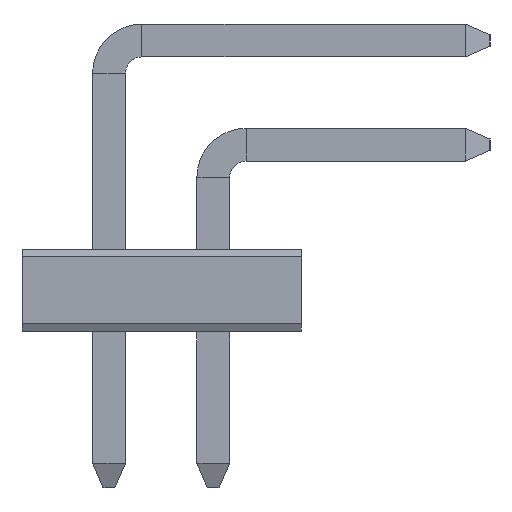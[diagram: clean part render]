
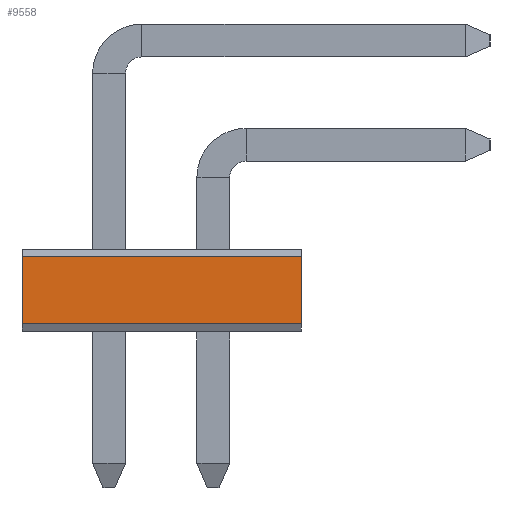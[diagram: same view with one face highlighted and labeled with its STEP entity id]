
A CAD part, left-side view. The second image highlights one B-rep face of the part: STEP entity #9558.
In plain terms, the highlighted planar face has unit normal (-1, 0, 0).
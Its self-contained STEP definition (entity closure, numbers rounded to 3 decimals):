
#2999 = PLANE('',#3000);
#3000 = AXIS2_PLACEMENT_3D('',#3001,#3002,#3003);
#3001 = CARTESIAN_POINT('',(-25.4,-1.7,0.));
#3002 = DIRECTION('',(0.,-1.,0.));
#3003 = DIRECTION('',(1.,0.,0.));
#4228 = VERTEX_POINT('',#4229);
#4229 = CARTESIAN_POINT('',(12.7,-1.7,-0.09));
#4243 = PLANE('',#4244);
#4244 = AXIS2_PLACEMENT_3D('',#4245,#4246,#4247);
#4245 = CARTESIAN_POINT('',(12.75,1.7,-0.09));
#4246 = DIRECTION('',(0.,0.,-1.));
#4247 = DIRECTION('',(-1.,0.,0.));
#4255 = EDGE_CURVE('',#4228,#4256,#4258,.T.);
#4256 = VERTEX_POINT('',#4257);
#4257 = CARTESIAN_POINT('',(12.7,-1.7,-0.91));
#4258 = SURFACE_CURVE('',#4259,(#4263,#4269),.PCURVE_S1.);
#4259 = LINE('',#4260,#4261);
#4260 = CARTESIAN_POINT('',(12.7,-1.7,0.582));
#4261 = VECTOR('',#4262,1.);
#4262 = DIRECTION('',(0.,0.,-1.));
#4263 = PCURVE('',#2999,#4264);
#4264 = DEFINITIONAL_REPRESENTATION('',(#4265),#4268);
#4265 = B_SPLINE_CURVE_WITH_KNOTS('',1,(#4266,#4267),.UNSPECIFIED.,.F.,
  .F.,(2,2),(0.482,1.682),.PIECEWISE_BEZIER_KNOTS.);
#4266 = CARTESIAN_POINT('',(38.1,0.1));
#4267 = CARTESIAN_POINT('',(38.1,-1.1));
#4268 = ( GEOMETRIC_REPRESENTATION_CONTEXT(2) 
PARAMETRIC_REPRESENTATION_CONTEXT() REPRESENTATION_CONTEXT('2D SPACE',''
  ) );
#4269 = PCURVE('',#4270,#4275);
#4270 = PLANE('',#4271);
#4271 = AXIS2_PLACEMENT_3D('',#4272,#4273,#4274);
#4272 = CARTESIAN_POINT('',(12.7,2.832,1.164));
#4273 = DIRECTION('',(-1.,0.,0.));
#4274 = DIRECTION('',(0.,0.,-1.));
#4275 = DEFINITIONAL_REPRESENTATION('',(#4276),#4279);
#4276 = B_SPLINE_CURVE_WITH_KNOTS('',1,(#4277,#4278),.UNSPECIFIED.,.F.,
  .F.,(2,2),(0.482,1.682),.PIECEWISE_BEZIER_KNOTS.);
#4277 = CARTESIAN_POINT('',(1.064,4.532));
#4278 = CARTESIAN_POINT('',(2.264,4.532));
#4279 = ( GEOMETRIC_REPRESENTATION_CONTEXT(2) 
PARAMETRIC_REPRESENTATION_CONTEXT() REPRESENTATION_CONTEXT('2D SPACE',''
  ) );
#4297 = PLANE('',#4298);
#4298 = AXIS2_PLACEMENT_3D('',#4299,#4300,#4301);
#4299 = CARTESIAN_POINT('',(12.65,1.7,-0.91));
#4300 = DIRECTION('',(0.,0.,1.));
#4301 = DIRECTION('',(1.,0.,0.));
#5385 = PLANE('',#5386);
#5386 = AXIS2_PLACEMENT_3D('',#5387,#5388,#5389);
#5387 = CARTESIAN_POINT('',(25.4,1.7,0.));
#5388 = DIRECTION('',(0.,1.,0.));
#5389 = DIRECTION('',(-1.,0.,0.));
#9515 = EDGE_CURVE('',#9516,#4256,#9518,.T.);
#9516 = VERTEX_POINT('',#9517);
#9517 = CARTESIAN_POINT('',(12.7,1.7,-0.91));
#9518 = SURFACE_CURVE('',#9519,(#9523,#9529),.PCURVE_S1.);
#9519 = LINE('',#9520,#9521);
#9520 = CARTESIAN_POINT('',(12.7,2.266,-0.91));
#9521 = VECTOR('',#9522,1.);
#9522 = DIRECTION('',(0.,-1.,0.));
#9523 = PCURVE('',#4297,#9524);
#9524 = DEFINITIONAL_REPRESENTATION('',(#9525),#9528);
#9525 = B_SPLINE_CURVE_WITH_KNOTS('',1,(#9526,#9527),.UNSPECIFIED.,.F.,
  .F.,(2,2),(0.226,4.306),.PIECEWISE_BEZIER_KNOTS.);
#9526 = CARTESIAN_POINT('',(0.05,0.34));
#9527 = CARTESIAN_POINT('',(0.05,-3.74));
#9528 = ( GEOMETRIC_REPRESENTATION_CONTEXT(2) 
PARAMETRIC_REPRESENTATION_CONTEXT() REPRESENTATION_CONTEXT('2D SPACE',''
  ) );
#9529 = PCURVE('',#4270,#9530);
#9530 = DEFINITIONAL_REPRESENTATION('',(#9531),#9534);
#9531 = B_SPLINE_CURVE_WITH_KNOTS('',1,(#9532,#9533),.UNSPECIFIED.,.F.,
  .F.,(2,2),(0.226,4.306),.PIECEWISE_BEZIER_KNOTS.);
#9532 = CARTESIAN_POINT('',(2.074,0.792));
#9533 = CARTESIAN_POINT('',(2.074,4.872));
#9534 = ( GEOMETRIC_REPRESENTATION_CONTEXT(2) 
PARAMETRIC_REPRESENTATION_CONTEXT() REPRESENTATION_CONTEXT('2D SPACE',''
  ) );
#9558 = ADVANCED_FACE('',(#9559),#4270,.T.);
#9559 = FACE_BOUND('',#9560,.T.);
#9560 = EDGE_LOOP('',(#9561,#9562,#9583,#9602));
#9561 = ORIENTED_EDGE('',*,*,#4255,.F.);
#9562 = ORIENTED_EDGE('',*,*,#9563,.T.);
#9563 = EDGE_CURVE('',#4228,#9564,#9566,.T.);
#9564 = VERTEX_POINT('',#9565);
#9565 = CARTESIAN_POINT('',(12.7,1.7,-0.09));
#9566 = SURFACE_CURVE('',#9567,(#9571,#9577),.PCURVE_S1.);
#9567 = LINE('',#9568,#9569);
#9568 = CARTESIAN_POINT('',(12.7,2.266,-0.09));
#9569 = VECTOR('',#9570,1.);
#9570 = DIRECTION('',(0.,1.,0.));
#9571 = PCURVE('',#4270,#9572);
#9572 = DEFINITIONAL_REPRESENTATION('',(#9573),#9576);
#9573 = B_SPLINE_CURVE_WITH_KNOTS('',1,(#9574,#9575),.UNSPECIFIED.,.F.,
  .F.,(2,2),(-4.306,-0.226),.PIECEWISE_BEZIER_KNOTS.);
#9574 = CARTESIAN_POINT('',(1.254,4.872));
#9575 = CARTESIAN_POINT('',(1.254,0.792));
#9576 = ( GEOMETRIC_REPRESENTATION_CONTEXT(2) 
PARAMETRIC_REPRESENTATION_CONTEXT() REPRESENTATION_CONTEXT('2D SPACE',''
  ) );
#9577 = PCURVE('',#4243,#9578);
#9578 = DEFINITIONAL_REPRESENTATION('',(#9579),#9582);
#9579 = B_SPLINE_CURVE_WITH_KNOTS('',1,(#9580,#9581),.UNSPECIFIED.,.F.,
  .F.,(2,2),(-4.306,-0.226),.PIECEWISE_BEZIER_KNOTS.);
#9580 = CARTESIAN_POINT('',(0.05,-3.74));
#9581 = CARTESIAN_POINT('',(0.05,0.34));
#9582 = ( GEOMETRIC_REPRESENTATION_CONTEXT(2) 
PARAMETRIC_REPRESENTATION_CONTEXT() REPRESENTATION_CONTEXT('2D SPACE',''
  ) );
#9583 = ORIENTED_EDGE('',*,*,#9584,.F.);
#9584 = EDGE_CURVE('',#9516,#9564,#9585,.T.);
#9585 = SURFACE_CURVE('',#9586,(#9590,#9596),.PCURVE_S1.);
#9586 = LINE('',#9587,#9588);
#9587 = CARTESIAN_POINT('',(12.7,1.7,0.582));
#9588 = VECTOR('',#9589,1.);
#9589 = DIRECTION('',(0.,0.,1.));
#9590 = PCURVE('',#4270,#9591);
#9591 = DEFINITIONAL_REPRESENTATION('',(#9592),#9595);
#9592 = B_SPLINE_CURVE_WITH_KNOTS('',1,(#9593,#9594),.UNSPECIFIED.,.F.,
  .F.,(2,2),(-1.682,-0.482),.PIECEWISE_BEZIER_KNOTS.);
#9593 = CARTESIAN_POINT('',(2.264,1.132));
#9594 = CARTESIAN_POINT('',(1.064,1.132));
#9595 = ( GEOMETRIC_REPRESENTATION_CONTEXT(2) 
PARAMETRIC_REPRESENTATION_CONTEXT() REPRESENTATION_CONTEXT('2D SPACE',''
  ) );
#9596 = PCURVE('',#5385,#9597);
#9597 = DEFINITIONAL_REPRESENTATION('',(#9598),#9601);
#9598 = B_SPLINE_CURVE_WITH_KNOTS('',1,(#9599,#9600),.UNSPECIFIED.,.F.,
  .F.,(2,2),(-1.682,-0.482),.PIECEWISE_BEZIER_KNOTS.);
#9599 = CARTESIAN_POINT('',(12.7,-1.1));
#9600 = CARTESIAN_POINT('',(12.7,0.1));
#9601 = ( GEOMETRIC_REPRESENTATION_CONTEXT(2) 
PARAMETRIC_REPRESENTATION_CONTEXT() REPRESENTATION_CONTEXT('2D SPACE',''
  ) );
#9602 = ORIENTED_EDGE('',*,*,#9515,.T.);
